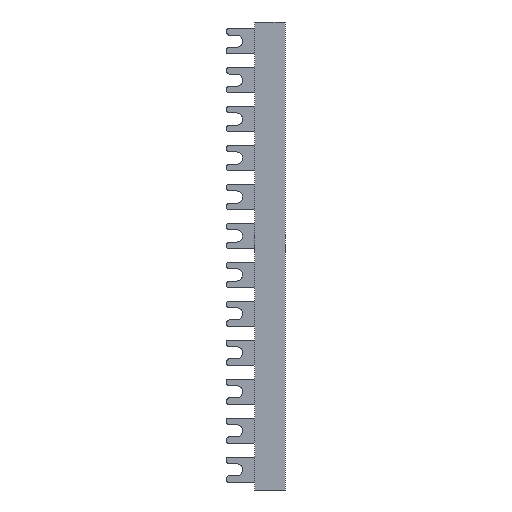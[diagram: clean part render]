
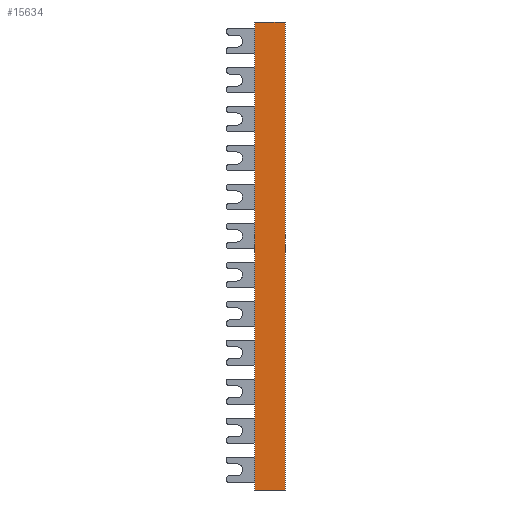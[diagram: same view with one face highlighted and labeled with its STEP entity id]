
A CAD part, left-side view. The second image highlights one B-rep face of the part: STEP entity #15634.
In plain terms, the highlighted planar face has unit normal (-1, 0, 0).
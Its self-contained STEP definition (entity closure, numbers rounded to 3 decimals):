
#13954=DIRECTION('',(0.,-1.,0.));
#13955=VECTOR('',#13954,14.);
#13956=CARTESIAN_POINT('',(-0.011,14.522,322.5));
#13957=LINE('',#13956,#13955);
#13975=DIRECTION('',(0.,-1.,0.));
#13976=VECTOR('',#13975,14.);
#13977=CARTESIAN_POINT('',(-0.011,14.522,537.5));
#13978=LINE('',#13977,#13976);
#13982=DIRECTION('',(0.,0.,-1.));
#13983=VECTOR('',#13982,215.);
#13984=CARTESIAN_POINT('',(-0.011,0.522,537.5));
#13985=LINE('',#13984,#13983);
#13996=DIRECTION('',(0.,0.,-1.));
#13997=VECTOR('',#13996,215.);
#13998=CARTESIAN_POINT('',(-0.011,14.522,537.5));
#13999=LINE('',#13998,#13997);
#15270=CARTESIAN_POINT('',(-0.011,0.522,322.5));
#15272=VERTEX_POINT('',#15270);
#15300=CARTESIAN_POINT('',(-0.011,14.522,322.5));
#15301=VERTEX_POINT('',#15300);
#15302=CARTESIAN_POINT('',(-0.011,0.522,537.5));
#15303=VERTEX_POINT('',#15302);
#15306=CARTESIAN_POINT('',(-0.011,14.522,537.5));
#15307=VERTEX_POINT('',#15306);
#15621=CARTESIAN_POINT('',(-0.011,14.522,537.5));
#15622=DIRECTION('',(1.,0.,0.));
#15623=DIRECTION('',(0.,0.,-1.));
#15624=AXIS2_PLACEMENT_3D('',#15621,#15622,#15623);
#15625=PLANE('',#15624);
#15626=ORIENTED_EDGE('',*,*,#15587,.F.);
#15628=ORIENTED_EDGE('',*,*,#15627,.F.);
#15630=ORIENTED_EDGE('',*,*,#15629,.T.);
#15631=ORIENTED_EDGE('',*,*,#15605,.T.);
#15632=EDGE_LOOP('',(#15626,#15628,#15630,#15631));
#15633=FACE_OUTER_BOUND('',#15632,.F.);
#15587=EDGE_CURVE('',#15301,#15272,#13957,.T.);
#15605=EDGE_CURVE('',#15303,#15272,#13985,.T.);
#15627=EDGE_CURVE('',#15307,#15301,#13999,.T.);
#15629=EDGE_CURVE('',#15307,#15303,#13978,.T.);
#15634=ADVANCED_FACE('',(#15633),#15625,.F.);
